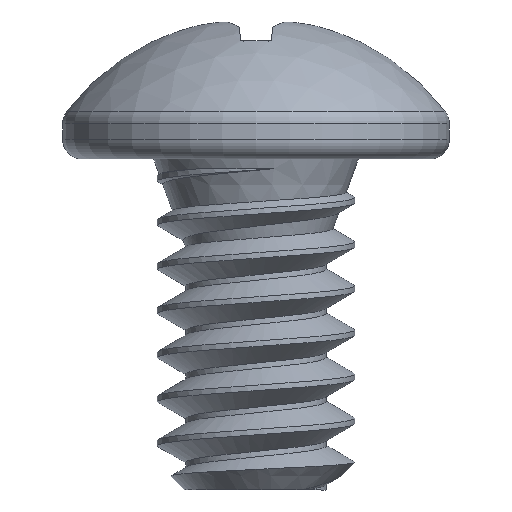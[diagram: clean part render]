
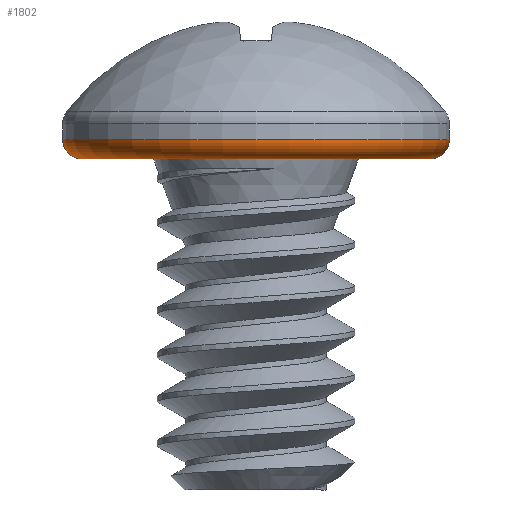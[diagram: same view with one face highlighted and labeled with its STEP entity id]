
A CAD part, left-side view. The second image highlights one B-rep face of the part: STEP entity #1802.
In plain terms, the highlighted toroidal (fillet/blend) face has major radius 2.503 mm and minor radius 0.278 mm.
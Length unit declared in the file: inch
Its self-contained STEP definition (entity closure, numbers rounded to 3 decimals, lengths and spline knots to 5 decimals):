
#50 = ORIENTED_EDGE ( 'NONE', *, *, #2433, .F. ) ;
#91 = DIRECTION ( 'NONE',  ( 0., 0., 1. ) ) ;
#118 = AXIS2_PLACEMENT_3D ( 'NONE', #926, #2218, #3487 ) ;
#217 = CARTESIAN_POINT ( 'NONE',  ( 0., 0.1095, 0.0647 ) ) ;
#255 = VERTEX_POINT ( 'NONE', #217 ) ;
#358 = AXIS2_PLACEMENT_3D ( 'NONE', #1768, #2059, #758 ) ;
#619 = EDGE_CURVE ( 'NONE', #1346, #255, #2600, .T. ) ;
#758 = DIRECTION ( 'NONE',  ( 0., 1., 0. ) ) ;
#921 = CARTESIAN_POINT ( 'NONE',  ( 0., 0.09855, 0.05375 ) ) ;
#926 = CARTESIAN_POINT ( 'NONE',  ( 0., 0., 0.0647 ) ) ;
#998 = EDGE_CURVE ( 'NONE', #1346, #2965, #2945, .T. ) ;
#1162 = CARTESIAN_POINT ( 'NONE',  ( 0., -0.1095, 0.0647 ) ) ;
#1310 = CIRCLE ( 'NONE', #2822, 0.1095 ) ;
#1346 = VERTEX_POINT ( 'NONE', #921 ) ;
#1352 = ORIENTED_EDGE ( 'NONE', *, *, #619, .F. ) ;
#1500 = CIRCLE ( 'NONE', #3287, 0.01095 ) ;
#1660 = DIRECTION ( 'NONE',  ( 0., -1., 0. ) ) ;
#1695 = CARTESIAN_POINT ( 'NONE',  ( 0., 0., 0.0647 ) ) ;
#1768 = CARTESIAN_POINT ( 'NONE',  ( 0., 0.09855, 0.0647 ) ) ;
#1802 = ADVANCED_FACE ( 'NONE', ( #4135 ), #2338, .T. ) ;
#2059 = DIRECTION ( 'NONE',  ( 1., 0., 0. ) ) ;
#2204 = DIRECTION ( 'NONE',  ( 0., -1., 0. ) ) ;
#2216 = DIRECTION ( 'NONE',  ( 0., 0., 1. ) ) ;
#2218 = DIRECTION ( 'NONE',  ( 0., 0., 1. ) ) ;
#2338 = TOROIDAL_SURFACE ( 'NONE', #118, 0.09855, 0.01095 ) ;
#2433 = EDGE_CURVE ( 'NONE', #255, #3585, #1310, .T. ) ;
#2437 = AXIS2_PLACEMENT_3D ( 'NONE', #3777, #2216, #2204 ) ;
#2492 = ORIENTED_EDGE ( 'NONE', *, *, #3945, .T. ) ;
#2600 = CIRCLE ( 'NONE', #358, 0.01095 ) ;
#2614 = CARTESIAN_POINT ( 'NONE',  ( 0., -0.09855, 0.0647 ) ) ;
#2822 = AXIS2_PLACEMENT_3D ( 'NONE', #1695, #91, #1660 ) ;
#2881 = EDGE_LOOP ( 'NONE', ( #1352, #3640, #2492, #50 ) ) ;
#2945 = CIRCLE ( 'NONE', #2437, 0.09855 ) ;
#2965 = VERTEX_POINT ( 'NONE', #3879 ) ;
#3287 = AXIS2_PLACEMENT_3D ( 'NONE', #2614, #3542, #3581 ) ;
#3487 = DIRECTION ( 'NONE',  ( 0., -1., 0. ) ) ;
#3542 = DIRECTION ( 'NONE',  ( -1., 0., 0. ) ) ;
#3581 = DIRECTION ( 'NONE',  ( 0., 0., 1. ) ) ;
#3585 = VERTEX_POINT ( 'NONE', #1162 ) ;
#3640 = ORIENTED_EDGE ( 'NONE', *, *, #998, .T. ) ;
#3777 = CARTESIAN_POINT ( 'NONE',  ( 0., 0., 0.05375 ) ) ;
#3879 = CARTESIAN_POINT ( 'NONE',  ( 0., -0.09855, 0.05375 ) ) ;
#3945 = EDGE_CURVE ( 'NONE', #2965, #3585, #1500, .T. ) ;
#4135 = FACE_OUTER_BOUND ( 'NONE', #2881, .T. ) ;
